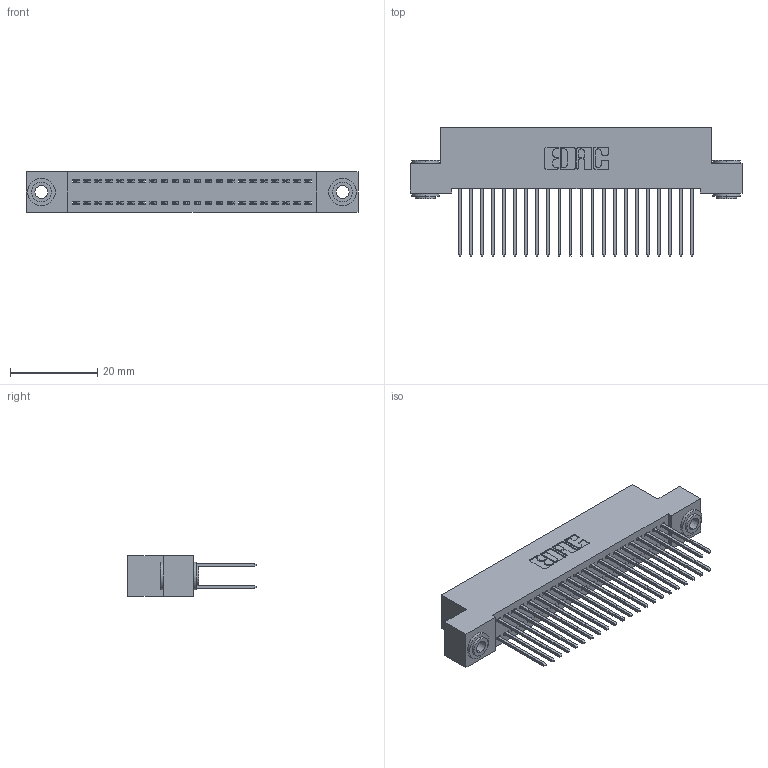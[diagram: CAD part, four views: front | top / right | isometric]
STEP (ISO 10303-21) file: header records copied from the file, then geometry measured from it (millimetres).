
FILE_DESCRIPTION (( 'STEP AP203' ), '1' );
FILE_NAME ('392-044-540-203.STEP', '2019-10-07T22:19:03', ( '' ), ( '' ), 'SwSTEP 2.0', 'SolidWorks 2016', '' );
FILE_SCHEMA (( 'CONFIG_CONTROL_DESIGN' ));
Length unit declared in the file: inch
Products named in the file (4): 342-250-002_345-250-002-102; 342 Part_.156 TH; 392-044-540-203; 345-292-001_345-293-140
Assembly tree (47 placements, depth 2):
  392-044-540-203
    342 Part_.156 TH
    345-292-001_345-293-140  x44
    342-250-002_345-250-002-102  x2
Bounding box: 76.2 x 29.47 x 9.4 mm (x, y, z)
Volume: 6941.5 mm3; surface area: 11761.8 mm2
Topology: 47 solids, 47 shells, 2436 faces, 7195 edges, 4734 vertices
Faces by surface type: plane 1660, cylinder 768, cone 8
Entity records: 17276 total; most frequent: CARTESIAN_POINT 2861, ORIENTED_EDGE 2790, DIRECTION 2513, EDGE_CURVE 1395, LINE 1243, VECTOR 1243, VERTEX_POINT 926, AXIS2_PLACEMENT_3D 635
